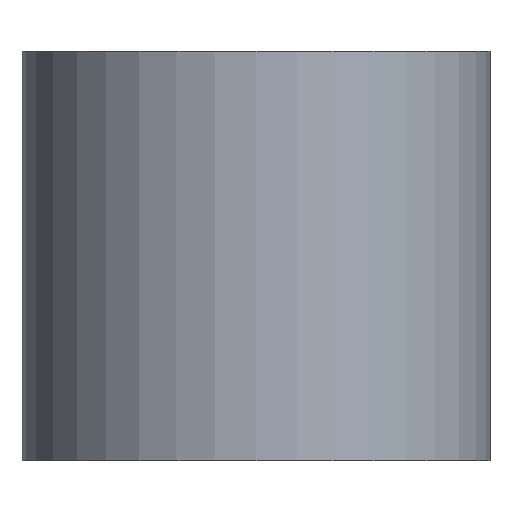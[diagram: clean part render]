
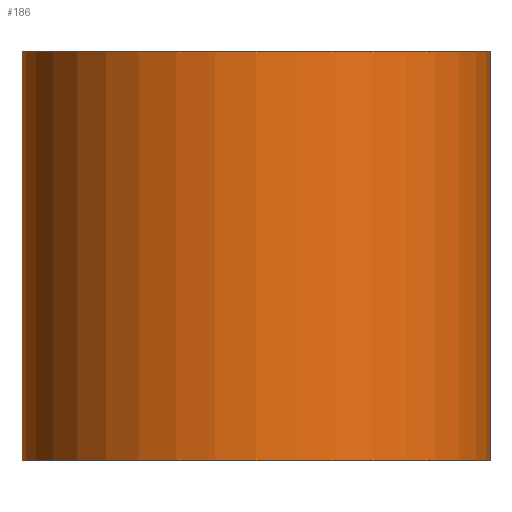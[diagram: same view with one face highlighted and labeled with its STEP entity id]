
A CAD part, front view. The second image highlights one B-rep face of the part: STEP entity #186.
In plain terms, the highlighted cylindrical face has radius 20 mm (diameter 40 mm), a partial arc.
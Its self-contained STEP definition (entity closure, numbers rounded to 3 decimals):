
#9 = CARTESIAN_POINT ( 'NONE',  ( 0., 0., 35. ) ) ;
#27 = LINE ( 'NONE', #85, #131 ) ;
#31 = DIRECTION ( 'NONE',  ( 0., 0., -1. ) ) ;
#37 = CARTESIAN_POINT ( 'NONE',  ( 20., 0., 35. ) ) ;
#41 = CIRCLE ( 'NONE', #241, 20. ) ;
#43 = CARTESIAN_POINT ( 'NONE',  ( -20., 0., 35. ) ) ;
#50 = EDGE_CURVE ( 'NONE', #52, #150, #233, .T. ) ;
#52 = VERTEX_POINT ( 'NONE', #43 ) ;
#60 = CARTESIAN_POINT ( 'NONE',  ( -20., 0., 35. ) ) ;
#67 = EDGE_CURVE ( 'NONE', #150, #132, #41, .T. ) ;
#73 = ORIENTED_EDGE ( 'NONE', *, *, #213, .F. ) ;
#82 = EDGE_CURVE ( 'NONE', #218, #132, #27, .T. ) ;
#85 = CARTESIAN_POINT ( 'NONE',  ( 20., 0., 35. ) ) ;
#93 = FACE_OUTER_BOUND ( 'NONE', #183, .T. ) ;
#104 = ORIENTED_EDGE ( 'NONE', *, *, #82, .F. ) ;
#123 = DIRECTION ( 'NONE',  ( 0., 0., 1. ) ) ;
#126 = AXIS2_PLACEMENT_3D ( 'NONE', #9, #149, #151 ) ;
#127 = CARTESIAN_POINT ( 'NONE',  ( -20., 0., 0. ) ) ;
#129 = CARTESIAN_POINT ( 'NONE',  ( 0., 0., 35. ) ) ;
#131 = VECTOR ( 'NONE', #139, 1000. ) ;
#132 = VERTEX_POINT ( 'NONE', #207 ) ;
#134 = ORIENTED_EDGE ( 'NONE', *, *, #67, .T. ) ;
#139 = DIRECTION ( 'NONE',  ( 0., 0., -1. ) ) ;
#142 = CARTESIAN_POINT ( 'NONE',  ( 0., 0., 0. ) ) ;
#149 = DIRECTION ( 'NONE',  ( 0., 0., 1. ) ) ;
#150 = VERTEX_POINT ( 'NONE', #127 ) ;
#151 = DIRECTION ( 'NONE',  ( 1., 0., 0. ) ) ;
#171 = CYLINDRICAL_SURFACE ( 'NONE', #235, 20. ) ;
#183 = EDGE_LOOP ( 'NONE', ( #104, #73, #246, #134 ) ) ;
#186 = ADVANCED_FACE ( 'NONE', ( #93 ), #171, .T. ) ;
#196 = DIRECTION ( 'NONE',  ( 1., 0., 0. ) ) ;
#206 = DIRECTION ( 'NONE',  ( -1., 0., 0. ) ) ;
#207 = CARTESIAN_POINT ( 'NONE',  ( 20., 0., 0. ) ) ;
#213 = EDGE_CURVE ( 'NONE', #52, #218, #245, .T. ) ;
#214 = VECTOR ( 'NONE', #31, 1000. ) ;
#218 = VERTEX_POINT ( 'NONE', #37 ) ;
#222 = DIRECTION ( 'NONE',  ( 0., 0., -1. ) ) ;
#233 = LINE ( 'NONE', #60, #214 ) ;
#235 = AXIS2_PLACEMENT_3D ( 'NONE', #129, #222, #206 ) ;
#241 = AXIS2_PLACEMENT_3D ( 'NONE', #142, #123, #196 ) ;
#245 = CIRCLE ( 'NONE', #126, 20. ) ;
#246 = ORIENTED_EDGE ( 'NONE', *, *, #50, .T. ) ;
